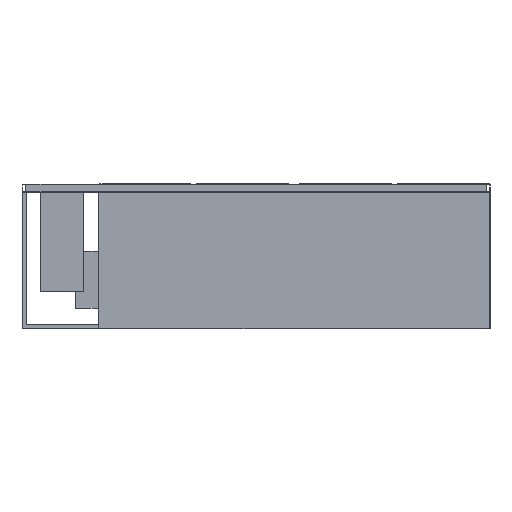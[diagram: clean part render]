
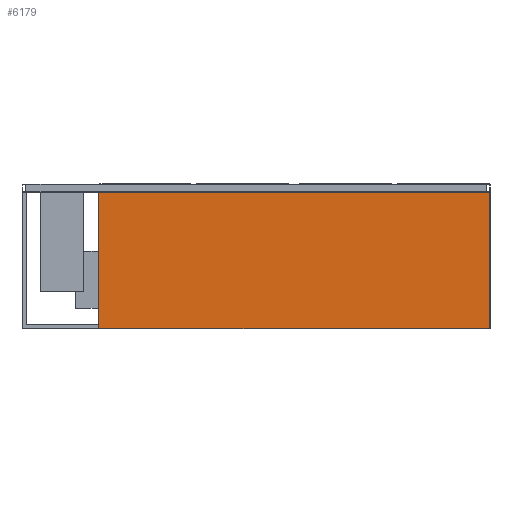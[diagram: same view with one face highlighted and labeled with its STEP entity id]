
A CAD part, front view. The second image highlights one B-rep face of the part: STEP entity #6179.
In plain terms, the highlighted planar face has unit normal (0, -1, 0).
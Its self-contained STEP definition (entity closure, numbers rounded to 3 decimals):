
#333 = LINE ( 'NONE', #2314, #9680 ) ;
#355 = ORIENTED_EDGE ( 'NONE', *, *, #17933, .T. ) ;
#648 = VERTEX_POINT ( 'NONE', #17293 ) ;
#1118 = ORIENTED_EDGE ( 'NONE', *, *, #7500, .T. ) ;
#1335 = EDGE_LOOP ( 'NONE', ( #16044, #1118, #3222, #355 ) ) ;
#1712 = VECTOR ( 'NONE', #18283, 1000. ) ;
#1960 = CARTESIAN_POINT ( 'NONE',  ( 1028., -325., -758. ) ) ;
#1963 = DIRECTION ( 'NONE',  ( 0., 0., -1. ) ) ;
#2002 = VECTOR ( 'NONE', #15028, 1000. ) ;
#2314 = CARTESIAN_POINT ( 'NONE',  ( -1030., -325., -758. ) ) ;
#2345 = DIRECTION ( 'NONE',  ( 0., -1., 0. ) ) ;
#3222 = ORIENTED_EDGE ( 'NONE', *, *, #17788, .T. ) ;
#3838 = VECTOR ( 'NONE', #1963, 1000. ) ;
#5113 = DIRECTION ( 'NONE',  ( 1., 0., 0. ) ) ;
#6169 = VERTEX_POINT ( 'NONE', #16762 ) ;
#6179 = ADVANCED_FACE ( 'Fl�che8', ( #12000 ), #16557, .T. ) ;
#6499 = AXIS2_PLACEMENT_3D ( 'NONE', #19268, #2345, #8678 ) ;
#7188 = CARTESIAN_POINT ( 'NONE',  ( 1028., -325., -760. ) ) ;
#7500 = EDGE_CURVE ( 'NONE', #6169, #648, #11410, .T. ) ;
#8678 = DIRECTION ( 'NONE',  ( 0., 0., -1. ) ) ;
#9680 = VECTOR ( 'NONE', #5113, 1000. ) ;
#10069 = VERTEX_POINT ( 'NONE', #1960 ) ;
#10999 = VERTEX_POINT ( 'NONE', #12889 ) ;
#11410 = LINE ( 'NONE', #11829, #3838 ) ;
#11829 = CARTESIAN_POINT ( 'NONE',  ( -1028., -325., -760. ) ) ;
#11962 = EDGE_CURVE ( 'NONE', #10999, #6169, #14715, .T. ) ;
#12000 = FACE_OUTER_BOUND ( 'NONE', #1335, .T. ) ;
#12889 = CARTESIAN_POINT ( 'NONE',  ( 1028., -325., -42. ) ) ;
#14715 = LINE ( 'NONE', #14929, #2002 ) ;
#14929 = CARTESIAN_POINT ( 'NONE',  ( -1030., -325., -42. ) ) ;
#15028 = DIRECTION ( 'NONE',  ( -1., 0., 0. ) ) ;
#16044 = ORIENTED_EDGE ( 'NONE', *, *, #11962, .T. ) ;
#16557 = PLANE ( 'NONE',  #6499 ) ;
#16762 = CARTESIAN_POINT ( 'NONE',  ( -1028., -325., -42. ) ) ;
#16831 = LINE ( 'NONE', #7188, #1712 ) ;
#17293 = CARTESIAN_POINT ( 'NONE',  ( -1028., -325., -758. ) ) ;
#17788 = EDGE_CURVE ( 'NONE', #648, #10069, #333, .T. ) ;
#17933 = EDGE_CURVE ( 'NONE', #10069, #10999, #16831, .T. ) ;
#18283 = DIRECTION ( 'NONE',  ( 0., 0., 1. ) ) ;
#19268 = CARTESIAN_POINT ( 'NONE',  ( -1030., -325., -760. ) ) ;
